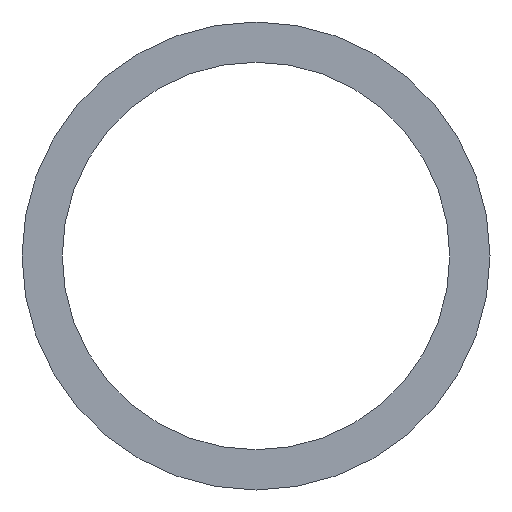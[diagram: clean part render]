
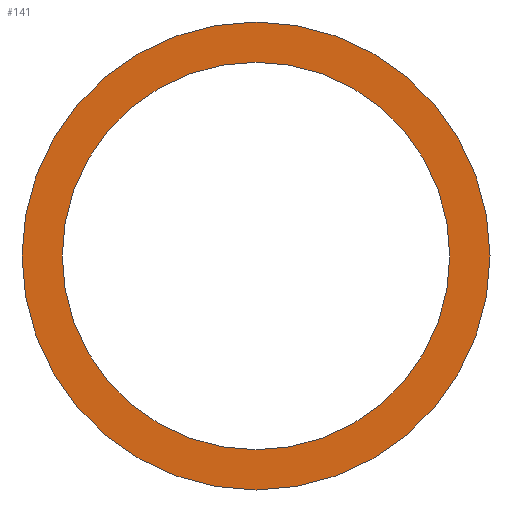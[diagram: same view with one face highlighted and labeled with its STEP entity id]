
A CAD part, left-side view. The second image highlights one B-rep face of the part: STEP entity #141.
In plain terms, the highlighted planar face has unit normal (-1, 0, 0).
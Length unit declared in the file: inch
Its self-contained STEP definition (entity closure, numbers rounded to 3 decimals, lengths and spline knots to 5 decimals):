
#107=CARTESIAN_POINT('',(-0.125,1.615,0.0));
#108=VERTEX_POINT('',#107);
#109=CARTESIAN_POINT('',(-0.125,0.0,0.0));
#110=DIRECTION('',(1.0,0.0,0.0));
#111=DIRECTION('',(0.0,1.0,0.0));
#112=AXIS2_PLACEMENT_3D('',#109,#110,#111);
#113=CIRCLE('',#112,1.615);
#114=EDGE_CURVE('',#108,#108,#113,.T.);
#122=CARTESIAN_POINT('',(-0.125,1.7825,0.0));
#123=DIRECTION('',(-1.0,0.0,0.0));
#124=DIRECTION('',(0.0,0.0,1.0));
#125=AXIS2_PLACEMENT_3D('',#122,#123,#124);
#126=PLANE('',#125);
#127=CARTESIAN_POINT('',(-0.125,1.95,0.0));
#128=VERTEX_POINT('',#127);
#129=CARTESIAN_POINT('',(-0.125,0.0,0.0));
#130=DIRECTION('',(1.0,0.0,0.0));
#131=DIRECTION('',(0.0,1.0,0.0));
#132=AXIS2_PLACEMENT_3D('',#129,#130,#131);
#133=CIRCLE('',#132,1.95);
#134=EDGE_CURVE('',#128,#128,#133,.T.);
#135=ORIENTED_EDGE('',*,*,#134,.F.);
#136=EDGE_LOOP('',(#135));
#137=FACE_OUTER_BOUND('',#136,.T.);
#138=ORIENTED_EDGE('',*,*,#114,.T.);
#139=EDGE_LOOP('',(#138));
#140=FACE_BOUND('',#139,.T.);
#141=ADVANCED_FACE('',(#137,#140),#126,.T.);
